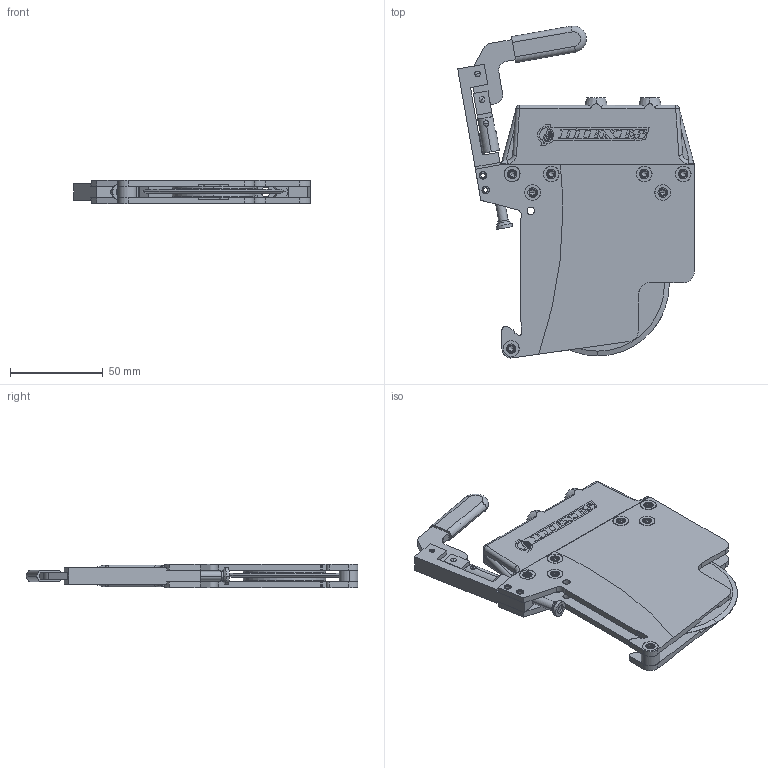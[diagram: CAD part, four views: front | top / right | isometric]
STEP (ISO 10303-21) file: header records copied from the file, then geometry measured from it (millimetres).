
FILE_DESCRIPTION (( 'STEP AP214' ), '1' );
FILE_NAME ('22300.STEP', '2022-06-22T17:12:21', ( '' ), ( '' ), 'SwSTEP 2.0', 'SolidWorks 2021', '' );
FILE_SCHEMA (( 'AUTOMOTIVE_DESIGN' ));
Length unit declared in the file: inch
Products named in the file (1): 22300
Bounding box: 127.3 x 178.65 x 12.64 mm (x, y, z)
Surface area: 63902.6 mm2 (no closed solid volume)
Topology: 0 solids, 48 shells, 539 faces, 1840 edges, 1313 vertices
Faces by surface type: cylinder 260, plane 208, cone 42, sphere 16, torus 12, bspline 1
Entity records: 28243 total; most frequent: CARTESIAN_POINT 5419, DIRECTION 3305, ORIENTED_EDGE 3082, EDGE_CURVE 1822, VERTEX_POINT 1313, AXIS2_PLACEMENT_3D 1204, VECTOR 897, LINE 897
